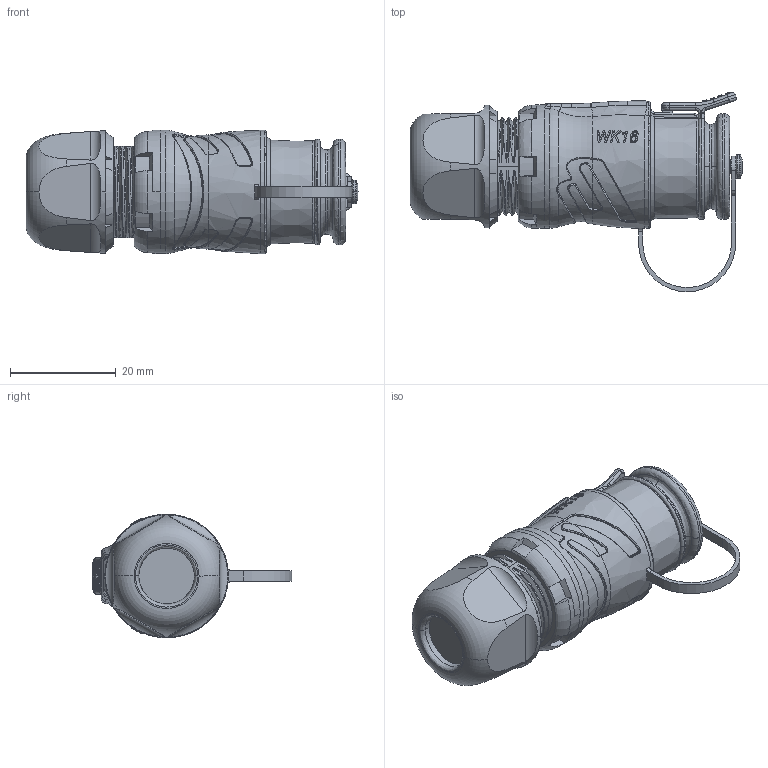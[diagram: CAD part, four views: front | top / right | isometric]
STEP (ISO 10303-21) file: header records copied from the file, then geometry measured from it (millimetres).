
FILE_DESCRIPTION((''),'2;1');
FILE_NAME('PRT0002','2024-09-03T',('Administrator'),(''),'CREO PARAMETRIC BY PTC INC, 2016130','CREO PARAMETRIC BY PTC INC, 2016130','');
FILE_SCHEMA(('CONFIG_CONTROL_DESIGN','GEOMETRIC_VALIDATION_PROPERTIES_MIM'));
Products named in the file (1): PRT0002
Bounding box: 62.9 x 37.82 x 23.4 mm (x, y, z)
Volume: 21021.3 mm3; surface area: 6982.1 mm2
Topology: 1 solids, 14 shells, 890 faces, 2339 edges, 1497 vertices
Faces by surface type: bspline 305, plane 229, cylinder 169, cone 89, torus 45, extrusion 43, revolution 6, sphere 4
Entity records: 46427 total; most frequent: CARTESIAN_POINT 27504, ORIENTED_EDGE 4670, DIRECTION 2635, EDGE_CURVE 2335, VERTEX_POINT 1497, B_SPLINE_CURVE_WITH_KNOTS 1320, AXIS2_PLACEMENT_3D 986, EDGE_LOOP 920
